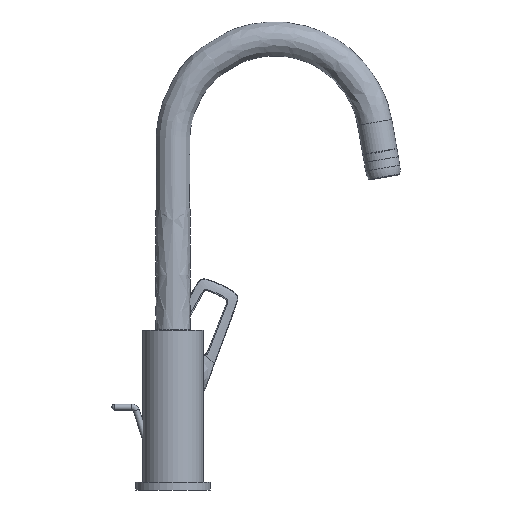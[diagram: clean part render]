
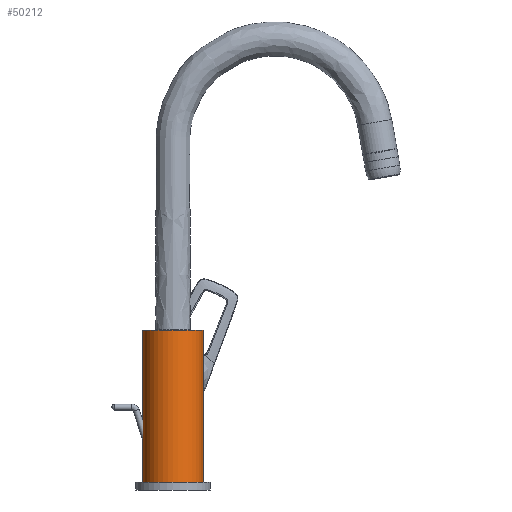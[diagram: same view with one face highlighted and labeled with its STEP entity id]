
A CAD part, front view. The second image highlights one B-rep face of the part: STEP entity #50212.
In plain terms, the highlighted cylindrical face has radius 20 mm (diameter 40 mm), a full revolution.
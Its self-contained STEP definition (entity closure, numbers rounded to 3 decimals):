
#10641=ELLIPSE('',#70540,28.284,20.);
#10642=ELLIPSE('',#70541,28.284,20.);
#27904=ORIENTED_EDGE('',*,*,#35629,.T.);
#27905=ORIENTED_EDGE('',*,*,#35630,.T.);
#27906=ORIENTED_EDGE('',*,*,#35631,.T.);
#27907=ORIENTED_EDGE('',*,*,#35632,.T.);
#35629=EDGE_CURVE('',#40750,#40750,#41471,.T.);
#35630=EDGE_CURVE('',#40751,#40752,#10641,.F.);
#35631=EDGE_CURVE('',#40752,#40751,#10642,.T.);
#35632=EDGE_CURVE('',#40753,#40753,#41472,.T.);
#40750=VERTEX_POINT('',#106832);
#40751=VERTEX_POINT('',#106834);
#40752=VERTEX_POINT('',#106835);
#40753=VERTEX_POINT('',#106838);
#41471=CIRCLE('',#70539,20.);
#41472=CIRCLE('',#70542,20.);
#44466=EDGE_LOOP('',(#27904));
#44467=EDGE_LOOP('',(#27905,#27906));
#44468=EDGE_LOOP('',(#27907));
#47504=FACE_BOUND('',#44466,.T.);
#47505=FACE_BOUND('',#44467,.T.);
#47506=FACE_BOUND('',#44468,.T.);
#47785=CYLINDRICAL_SURFACE('',#70538,20.);
#50212=ADVANCED_FACE('',(#47504,#47505,#47506),#47785,.T.);
#70538=AXIS2_PLACEMENT_3D('',#106830,#80895,#80896);
#70539=AXIS2_PLACEMENT_3D('',#106831,#80897,#80898);
#70540=AXIS2_PLACEMENT_3D('',#106833,#80899,#80900);
#70541=AXIS2_PLACEMENT_3D('',#106836,#80901,#80902);
#70542=AXIS2_PLACEMENT_3D('',#106837,#80903,#80904);
#80895=DIRECTION('',(0.,0.,-1.));
#80896=DIRECTION('',(-1.,0.,0.));
#80897=DIRECTION('',(0.,0.,-1.));
#80898=DIRECTION('',(1.,0.,0.));
#80899=DIRECTION('',(0.,0.707,-0.707));
#80900=DIRECTION('',(0.,-0.707,-0.707));
#80901=DIRECTION('',(0.,-0.707,-0.707));
#80902=DIRECTION('',(0.,0.707,-0.707));
#80903=DIRECTION('',(0.,0.,1.));
#80904=DIRECTION('',(0.,-1.,0.));
#106830=CARTESIAN_POINT('',(0.,0.,101.));
#106831=CARTESIAN_POINT('',(0.,0.,101.));
#106832=CARTESIAN_POINT('',(20.,0.,101.));
#106833=CARTESIAN_POINT('',(0.,0.,63.));
#106834=CARTESIAN_POINT('',(20.,0.,63.));
#106835=CARTESIAN_POINT('',(-20.,0.,63.));
#106836=CARTESIAN_POINT('',(0.,0.,63.));
#106837=CARTESIAN_POINT('',(0.,0.,-5.));
#106838=CARTESIAN_POINT('',(0.,-20.,-5.));
